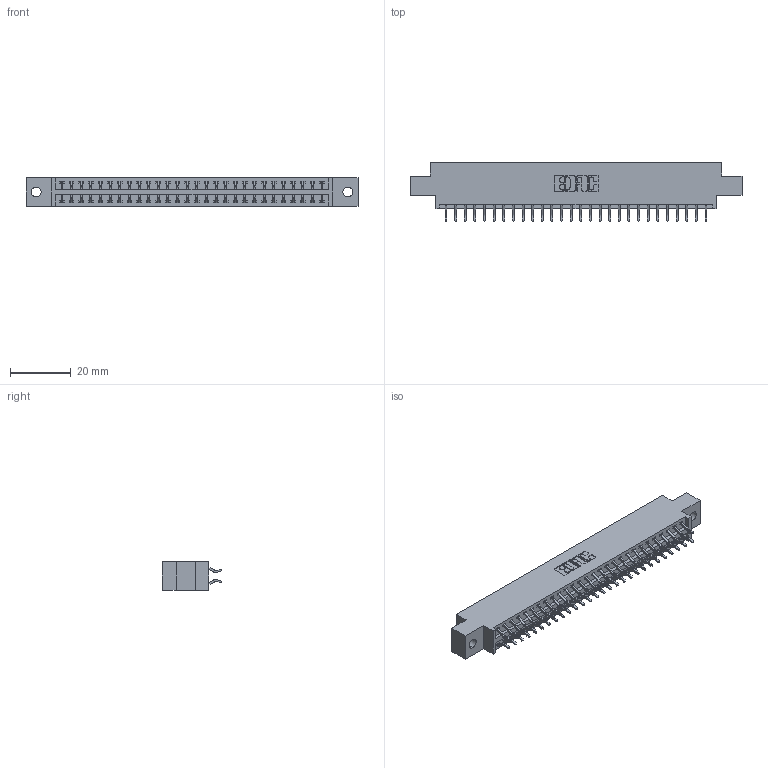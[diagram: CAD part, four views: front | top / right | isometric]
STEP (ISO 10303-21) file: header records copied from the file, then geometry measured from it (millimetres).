
FILE_DESCRIPTION (( 'STEP AP203' ), '1' );
FILE_NAME ('346-056-556-802.STEP', '2022-05-21T06:31:27', ( '' ), ( '' ), 'SwSTEP 2.0', 'SolidWorks 2020', '' );
FILE_SCHEMA (( 'CONFIG_CONTROL_DESIGN' ));
Length unit declared in the file: inch
Products named in the file (3): 346-056-556-802; 346 Part_0.170 Offset - 0.128 Dia; 345-292-001_556 Tail
Assembly tree (57 placements, depth 2):
  346-056-556-802
    346 Part_0.170 Offset - 0.128 Dia
    345-292-001_556 Tail  x56
Bounding box: 109.47 x 19.57 x 9.4 mm (x, y, z)
Volume: 10372.8 mm3; surface area: 13896.5 mm2
Topology: 57 solids, 57 shells, 3374 faces, 10029 edges, 6610 vertices
Faces by surface type: plane 2264, cylinder 1110
Entity records: 20513 total; most frequent: CARTESIAN_POINT 3416, ORIENTED_EDGE 3338, DIRECTION 3049, EDGE_CURVE 1669, VECTOR 1417, LINE 1417, VERTEX_POINT 1110, AXIS2_PLACEMENT_3D 816
